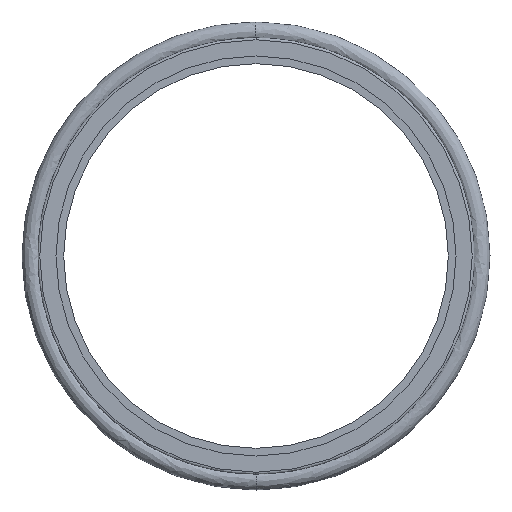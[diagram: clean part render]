
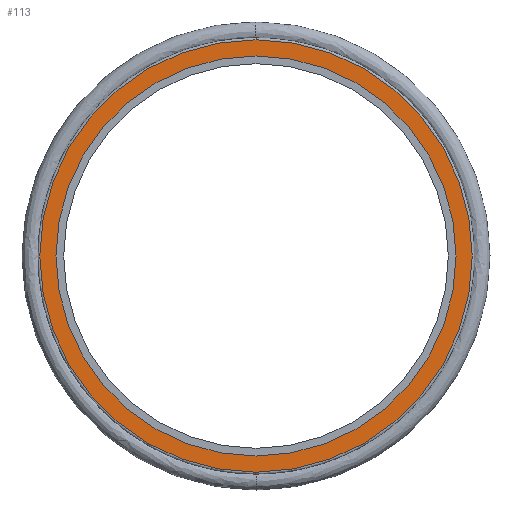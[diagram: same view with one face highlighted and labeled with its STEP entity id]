
A CAD part, left-side view. The second image highlights one B-rep face of the part: STEP entity #113.
In plain terms, the highlighted planar face has unit normal (-1, 0, 0).
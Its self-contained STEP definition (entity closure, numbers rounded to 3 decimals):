
#113=ADVANCED_FACE('',(#148,#149),#147,.T.);
#147=PLANE('',#389);
#148=FACE_OUTER_BOUND('',#390,.T.);
#149=FACE_BOUND('',#391,.T.);
#386=CARTESIAN_POINT('',(-1.95,-58.405,-64.63));
#387=DIRECTION('',(-1.,0.,0.));
#388=DIRECTION('',(0.,0.,1.));
#389=AXIS2_PLACEMENT_3D('',#386,#387,#388);
#390=EDGE_LOOP('',(#698,#699));
#391=EDGE_LOOP('',(#700,#701));
#698=ORIENTED_EDGE('',*,*,#794,.T.);
#699=ORIENTED_EDGE('',*,*,#795,.T.);
#700=ORIENTED_EDGE('',*,*,#796,.F.);
#701=ORIENTED_EDGE('',*,*,#797,.F.);
#794=EDGE_CURVE('',#866,#867,#868,.T.);
#795=EDGE_CURVE('',#867,#866,#874,.T.);
#796=EDGE_CURVE('',#880,#881,#882,.T.);
#797=EDGE_CURVE('',#881,#880,#888,.T.);
#866=VERTEX_POINT('',#1174);
#867=VERTEX_POINT('',#1175);
#868=CIRCLE('',#1179,28.1);
#874=CIRCLE('',#1183,28.1);
#880=VERTEX_POINT('',#1184);
#881=VERTEX_POINT('',#1185);
#882=CIRCLE('',#1189,26.);
#888=CIRCLE('',#1193,26.);
#1174=CARTESIAN_POINT('',(-1.95,0.,28.1));
#1175=CARTESIAN_POINT('',(-1.95,0.,-28.1));
#1176=CARTESIAN_POINT('',(-1.95,0.,0.));
#1177=DIRECTION('',(-1.,0.,0.));
#1178=DIRECTION('',(0.,0.,1.));
#1179=AXIS2_PLACEMENT_3D('',#1176,#1177,#1178);
#1180=CARTESIAN_POINT('',(-1.95,0.,0.));
#1181=DIRECTION('',(-1.,0.,0.));
#1182=DIRECTION('',(0.,0.,1.));
#1183=AXIS2_PLACEMENT_3D('',#1180,#1181,#1182);
#1184=CARTESIAN_POINT('',(-1.95,0.,-26.));
#1185=CARTESIAN_POINT('',(-1.95,0.,26.));
#1186=CARTESIAN_POINT('',(-1.95,0.,0.));
#1187=DIRECTION('',(-1.,0.,0.));
#1188=DIRECTION('',(0.,0.,1.));
#1189=AXIS2_PLACEMENT_3D('',#1186,#1187,#1188);
#1190=CARTESIAN_POINT('',(-1.95,0.,0.));
#1191=DIRECTION('',(-1.,0.,0.));
#1192=DIRECTION('',(0.,0.,1.));
#1193=AXIS2_PLACEMENT_3D('',#1190,#1191,#1192);
